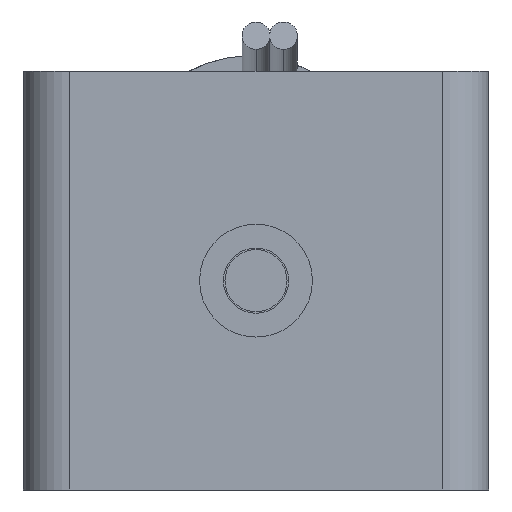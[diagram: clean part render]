
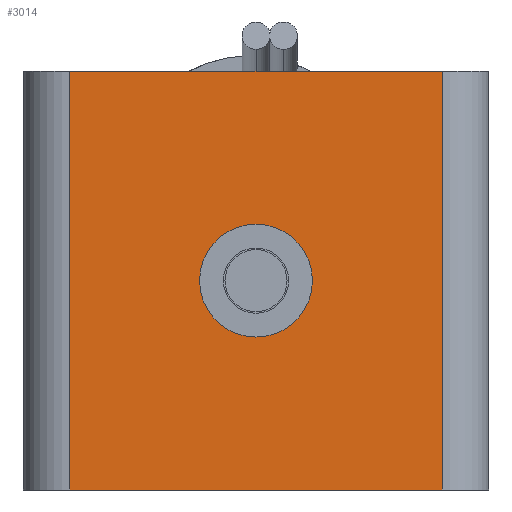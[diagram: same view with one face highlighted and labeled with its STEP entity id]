
A CAD part, front view. The second image highlights one B-rep face of the part: STEP entity #3014.
In plain terms, the highlighted planar face has unit normal (0, -1, 0).
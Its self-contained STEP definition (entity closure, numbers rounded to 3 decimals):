
#6 = VERTEX_POINT ( 'NONE', #1874 ) ;
#321 = DIRECTION ( 'NONE',  ( 0., -1., 0. ) ) ;
#464 = AXIS2_PLACEMENT_3D ( 'NONE', #2919, #321, #2402 ) ;
#582 = DIRECTION ( 'NONE',  ( 0., -1., 0. ) ) ;
#605 = CARTESIAN_POINT ( 'NONE',  ( 3.64, 0., 0. ) ) ;
#623 = DIRECTION ( 'NONE',  ( 1., 0., 0. ) ) ;
#660 = EDGE_LOOP ( 'NONE', ( #1362, #2410, #2801, #1441 ) ) ;
#786 = VECTOR ( 'NONE', #1122, 1000. ) ;
#826 = CIRCLE ( 'NONE', #2240, 3.64 ) ;
#918 = LINE ( 'NONE', #2681, #786 ) ;
#978 = DIRECTION ( 'NONE',  ( 0., 0., 1. ) ) ;
#1088 = PLANE ( 'NONE',  #2489 ) ;
#1091 = DIRECTION ( 'NONE',  ( 1., 0., 0. ) ) ;
#1102 = ORIENTED_EDGE ( 'NONE', *, *, #2324, .F. ) ;
#1122 = DIRECTION ( 'NONE',  ( 0., 0., -1. ) ) ;
#1204 = CARTESIAN_POINT ( 'NONE',  ( 0., 0., 0. ) ) ;
#1235 = LINE ( 'NONE', #2395, #1525 ) ;
#1265 = VECTOR ( 'NONE', #978, 1000. ) ;
#1362 = ORIENTED_EDGE ( 'NONE', *, *, #2577, .F. ) ;
#1371 = DIRECTION ( 'NONE',  ( 1., 0., 0. ) ) ;
#1441 = ORIENTED_EDGE ( 'NONE', *, *, #1526, .T. ) ;
#1525 = VECTOR ( 'NONE', #1091, 1000. ) ;
#1526 = EDGE_CURVE ( 'NONE', #6, #1535, #2645, .T. ) ;
#1535 = VERTEX_POINT ( 'NONE', #2159 ) ;
#1562 = DIRECTION ( 'NONE',  ( 1., 0., 0. ) ) ;
#1725 = ORIENTED_EDGE ( 'NONE', *, *, #3191, .F. ) ;
#1781 = CARTESIAN_POINT ( 'NONE',  ( -3.64, 0., 0. ) ) ;
#1874 = CARTESIAN_POINT ( 'NONE',  ( 12., 0., -13.5 ) ) ;
#1885 = CARTESIAN_POINT ( 'NONE',  ( -12., 0., 13.5 ) ) ;
#1963 = CIRCLE ( 'NONE', #464, 3.64 ) ;
#2066 = VECTOR ( 'NONE', #1371, 1000. ) ;
#2073 = EDGE_CURVE ( 'NONE', #2858, #6, #2346, .T. ) ;
#2129 = FACE_OUTER_BOUND ( 'NONE', #660, .T. ) ;
#2130 = VERTEX_POINT ( 'NONE', #605 ) ;
#2159 = CARTESIAN_POINT ( 'NONE',  ( 12., 0., 13.5 ) ) ;
#2239 = EDGE_CURVE ( 'NONE', #3107, #2858, #918, .T. ) ;
#2240 = AXIS2_PLACEMENT_3D ( 'NONE', #1204, #2331, #1562 ) ;
#2295 = EDGE_LOOP ( 'NONE', ( #1102, #1725 ) ) ;
#2324 = EDGE_CURVE ( 'NONE', #2889, #2130, #826, .T. ) ;
#2331 = DIRECTION ( 'NONE',  ( 0., -1., 0. ) ) ;
#2346 = LINE ( 'NONE', #2905, #2066 ) ;
#2395 = CARTESIAN_POINT ( 'NONE',  ( 15., 0., 13.5 ) ) ;
#2402 = DIRECTION ( 'NONE',  ( 1., 0., 0. ) ) ;
#2410 = ORIENTED_EDGE ( 'NONE', *, *, #2239, .T. ) ;
#2489 = AXIS2_PLACEMENT_3D ( 'NONE', #2641, #582, #623 ) ;
#2533 = CARTESIAN_POINT ( 'NONE',  ( 12., 0., -13.5 ) ) ;
#2577 = EDGE_CURVE ( 'NONE', #3107, #1535, #1235, .T. ) ;
#2578 = FACE_BOUND ( 'NONE', #2295, .T. ) ;
#2641 = CARTESIAN_POINT ( 'NONE',  ( 0., 0., -13.5 ) ) ;
#2645 = LINE ( 'NONE', #2533, #1265 ) ;
#2681 = CARTESIAN_POINT ( 'NONE',  ( -12., 0., -13.5 ) ) ;
#2801 = ORIENTED_EDGE ( 'NONE', *, *, #2073, .T. ) ;
#2858 = VERTEX_POINT ( 'NONE', #3034 ) ;
#2889 = VERTEX_POINT ( 'NONE', #1781 ) ;
#2905 = CARTESIAN_POINT ( 'NONE',  ( 15., 0., -13.5 ) ) ;
#2919 = CARTESIAN_POINT ( 'NONE',  ( 0., 0., 0. ) ) ;
#3014 = ADVANCED_FACE ( 'NONE', ( #2129, #2578 ), #1088, .T. ) ;
#3034 = CARTESIAN_POINT ( 'NONE',  ( -12., 0., -13.5 ) ) ;
#3107 = VERTEX_POINT ( 'NONE', #1885 ) ;
#3191 = EDGE_CURVE ( 'NONE', #2130, #2889, #1963, .T. ) ;
